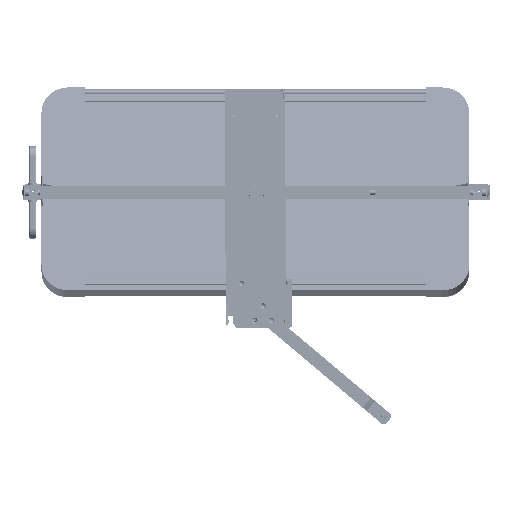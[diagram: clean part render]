
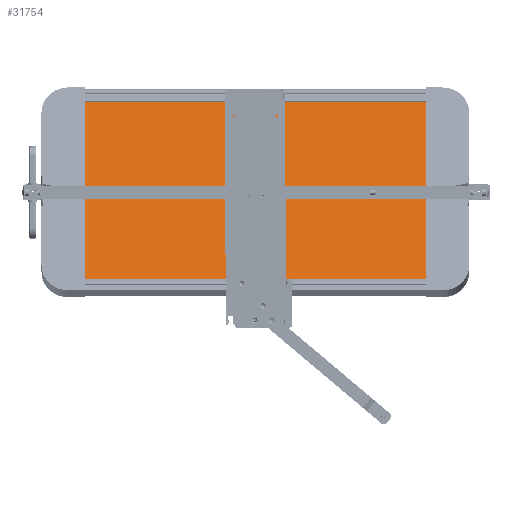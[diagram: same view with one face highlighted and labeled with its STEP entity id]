
A CAD part, front view. The second image highlights one B-rep face of the part: STEP entity #31754.
In plain terms, the highlighted face is planar.
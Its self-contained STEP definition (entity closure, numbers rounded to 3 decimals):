
#2652=FACE_OUTER_BOUND('',#4474,.T.);
#4474=EDGE_LOOP('',(#25632,#25633,#25634,#25635));
#8292=LINE('',#52304,#11239);
#8294=LINE('',#52308,#11241);
#8296=LINE('',#52312,#11243);
#8298=LINE('',#52315,#11245);
#11239=VECTOR('',#41830,300.);
#11241=VECTOR('',#41834,547.);
#11243=VECTOR('',#41838,300.);
#11245=VECTOR('',#41842,547.);
#14367=VERTEX_POINT('',#52301);
#14368=VERTEX_POINT('',#52303);
#14369=VERTEX_POINT('',#52307);
#14370=VERTEX_POINT('',#52311);
#18355=EDGE_CURVE('',#14367,#14368,#8292,.T.);
#18357=EDGE_CURVE('',#14368,#14369,#8294,.T.);
#18359=EDGE_CURVE('',#14369,#14370,#8296,.T.);
#18361=EDGE_CURVE('',#14370,#14367,#8298,.T.);
#25632=ORIENTED_EDGE('',*,*,#18355,.F.);
#25633=ORIENTED_EDGE('',*,*,#18361,.F.);
#25634=ORIENTED_EDGE('',*,*,#18359,.F.);
#25635=ORIENTED_EDGE('',*,*,#18357,.F.);
#30441=PLANE('',#35168);
#31754=ADVANCED_FACE('',(#2652),#30441,.T.);
#35168=AXIS2_PLACEMENT_3D('',#52316,#41843,#41844);
#41830=DIRECTION('',(0.,1.,0.));
#41834=DIRECTION('',(1.,0.,0.));
#41838=DIRECTION('',(0.,-1.,0.));
#41842=DIRECTION('',(-1.,0.,0.));
#41843=DIRECTION('center_axis',(0.,0.,1.));
#41844=DIRECTION('ref_axis',(1.,0.,0.));
#52301=CARTESIAN_POINT('',(-273.5,-150.,4.5));
#52303=CARTESIAN_POINT('',(-273.5,150.,4.5));
#52304=CARTESIAN_POINT('',(-273.5,-150.,4.5));
#52307=CARTESIAN_POINT('',(273.5,150.,4.5));
#52308=CARTESIAN_POINT('',(-273.5,150.,4.5));
#52311=CARTESIAN_POINT('',(273.5,-150.,4.5));
#52312=CARTESIAN_POINT('',(273.5,150.,4.5));
#52315=CARTESIAN_POINT('',(273.5,-150.,4.5));
#52316=CARTESIAN_POINT('Origin',(0.,0.,4.5));
